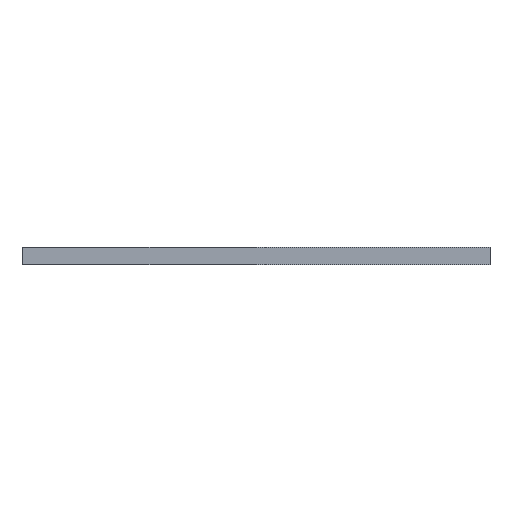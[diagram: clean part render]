
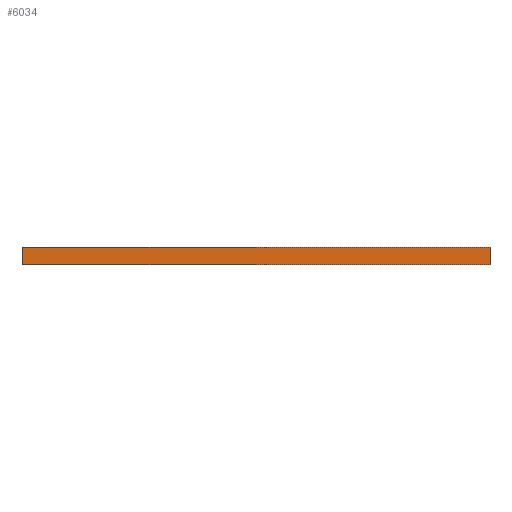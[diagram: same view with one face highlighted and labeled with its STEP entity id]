
A CAD part, left-side view. The second image highlights one B-rep face of the part: STEP entity #6034.
In plain terms, the highlighted planar face has unit normal (-1, 0, 0).
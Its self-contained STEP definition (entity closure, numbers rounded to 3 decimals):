
#495 = LINE ( 'NONE', #3817, #5046 ) ;
#647 = LINE ( 'NONE', #1277, #7018 ) ;
#1277 = CARTESIAN_POINT ( 'NONE',  ( -22.4, -22.875, 0.85 ) ) ;
#1408 = EDGE_LOOP ( 'NONE', ( #11878, #9636, #7333, #6152 ) ) ;
#1524 = CARTESIAN_POINT ( 'NONE',  ( -22.4, 22.875, -0.85 ) ) ;
#2128 = EDGE_CURVE ( 'NONE', #4274, #12160, #13139, .T. ) ;
#2138 = CARTESIAN_POINT ( 'NONE',  ( -22.4, -22.875, 0.85 ) ) ;
#2145 = DIRECTION ( 'NONE',  ( 0., 0., -1. ) ) ;
#3155 = DIRECTION ( 'NONE',  ( 0., 0., 1. ) ) ;
#3318 = FACE_OUTER_BOUND ( 'NONE', #1408, .T. ) ;
#3817 = CARTESIAN_POINT ( 'NONE',  ( -22.4, -22.875, 0.85 ) ) ;
#3928 = LINE ( 'NONE', #12406, #4830 ) ;
#4274 = VERTEX_POINT ( 'NONE', #6009 ) ;
#4291 = DIRECTION ( 'NONE',  ( 0., 1., 0. ) ) ;
#4830 = VECTOR ( 'NONE', #4291, 1000. ) ;
#5046 = VECTOR ( 'NONE', #6177, 1000. ) ;
#5808 = CARTESIAN_POINT ( 'NONE',  ( -22.4, 22.875, 0.85 ) ) ;
#5877 = EDGE_CURVE ( 'NONE', #7991, #4274, #647, .T. ) ;
#6009 = CARTESIAN_POINT ( 'NONE',  ( -22.4, 22.875, 0.85 ) ) ;
#6034 = ADVANCED_FACE ( 'NONE', ( #3318 ), #6891, .T. ) ;
#6152 = ORIENTED_EDGE ( 'NONE', *, *, #2128, .T. ) ;
#6177 = DIRECTION ( 'NONE',  ( 0., 0., -1. ) ) ;
#6891 = PLANE ( 'NONE',  #11316 ) ;
#7018 = VECTOR ( 'NONE', #7190, 1000. ) ;
#7190 = DIRECTION ( 'NONE',  ( 0., 1., 0. ) ) ;
#7333 = ORIENTED_EDGE ( 'NONE', *, *, #5877, .T. ) ;
#7909 = DIRECTION ( 'NONE',  ( -1., 0., 0. ) ) ;
#7991 = VERTEX_POINT ( 'NONE', #10096 ) ;
#9636 = ORIENTED_EDGE ( 'NONE', *, *, #14437, .F. ) ;
#10047 = VECTOR ( 'NONE', #2145, 1000. ) ;
#10096 = CARTESIAN_POINT ( 'NONE',  ( -22.4, -22.875, 0.85 ) ) ;
#11316 = AXIS2_PLACEMENT_3D ( 'NONE', #2138, #7909, #3155 ) ;
#11462 = EDGE_CURVE ( 'NONE', #12558, #12160, #3928, .T. ) ;
#11878 = ORIENTED_EDGE ( 'NONE', *, *, #11462, .F. ) ;
#12160 = VERTEX_POINT ( 'NONE', #1524 ) ;
#12406 = CARTESIAN_POINT ( 'NONE',  ( -22.4, -22.875, -0.85 ) ) ;
#12558 = VERTEX_POINT ( 'NONE', #14271 ) ;
#13139 = LINE ( 'NONE', #5808, #10047 ) ;
#14271 = CARTESIAN_POINT ( 'NONE',  ( -22.4, -22.875, -0.85 ) ) ;
#14437 = EDGE_CURVE ( 'NONE', #7991, #12558, #495, .T. ) ;
